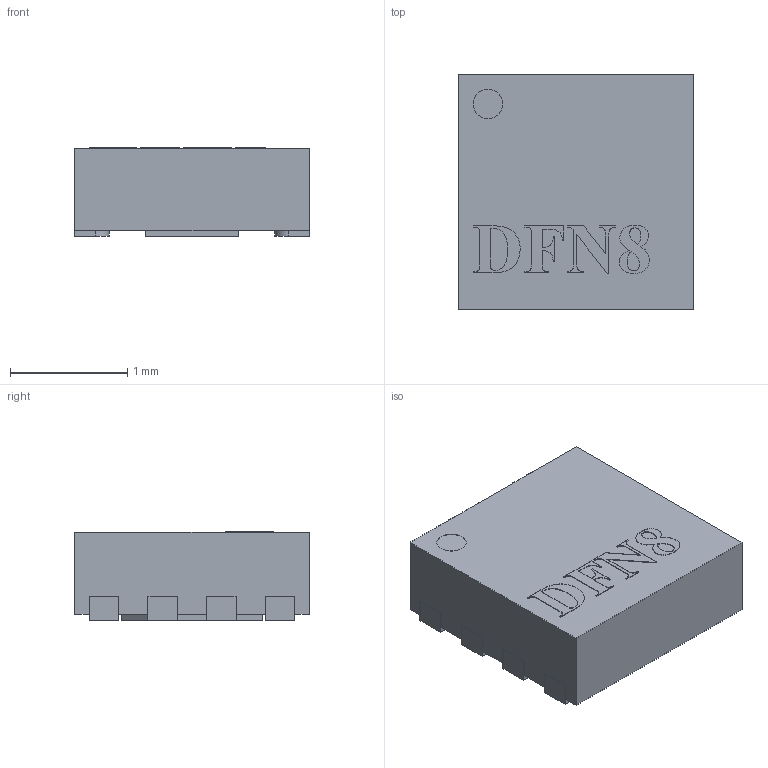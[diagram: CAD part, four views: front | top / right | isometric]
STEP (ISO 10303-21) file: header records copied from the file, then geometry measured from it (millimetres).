
FILE_DESCRIPTION (( 'STEP AP214' ), '1' );
FILE_NAME ('DFN8_2x2.STEP', '2021-10-19T20:20:32', ( '' ), ( '' ), 'SwSTEP 2.0', 'SolidWorks 2021', '' );
FILE_SCHEMA (( 'AUTOMOTIVE_DESIGN' ));
Length unit declared in the file: millimetre
Products named in the file (1): DFN8_2x2
Bounding box: 2.01 x 2 x 0.76 mm (x, y, z)
Volume: 3 mm3; surface area: 17.2 mm2
Topology: 6 solids, 6 shells, 179 faces, 498 edges, 332 vertices
Faces by surface type: plane 114, bspline 47, cylinder 18
Entity records: 9005 total; most frequent: CARTESIAN_POINT 3329, ORIENTED_EDGE 996, DIRECTION 706, EDGE_CURVE 498, LINE 368, VECTOR 368, VERTEX_POINT 332, EDGE_LOOP 186
